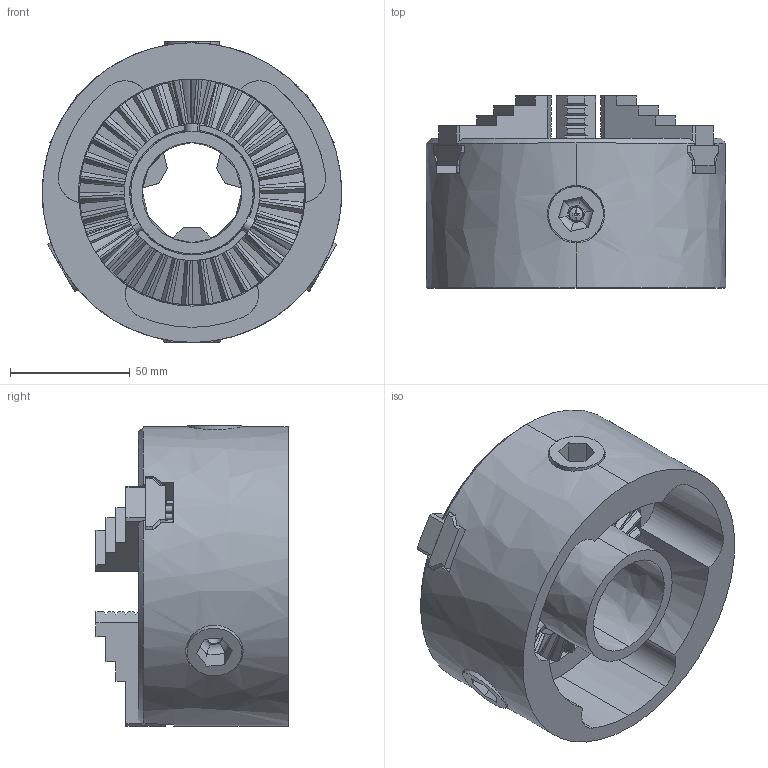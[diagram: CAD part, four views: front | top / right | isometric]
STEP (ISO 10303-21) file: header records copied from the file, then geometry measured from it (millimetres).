
FILE_DESCRIPTION(('FreeCAD Model'),'2;1');
FILE_NAME('Open CASCADE Shape Model','2025-04-17T11:42:57',('FreeCAD'),( 'FreeCAD'),'Open CASCADE STEP processor 7.6','FreeCAD','Unknown');
FILE_SCHEMA(('AUTOMOTIVE_DESIGN { 1 0 10303 214 1 1 1 1 }'));
Products named in the file (1): Open CASCADE STEP translator 7.6 1
Bounding box: 125.21 x 80.34 x 125.78 mm (x, y, z)
Volume: 440598.8 mm3; surface area: 146168 mm2
Topology: 15 solids, 15 shells, 988 faces, 2563 edges, 1624 vertices
Faces by surface type: bspline 988
Entity records: 36085 total; most frequent: CARTESIAN_POINT 21123, ORIENTED_EDGE 5114, EDGE_CURVE 2557, B_SPLINE_CURVE_WITH_KNOTS 1815, VERTEX_POINT 1624, FACE_BOUND 1055, EDGE_LOOP 1055, ADVANCED_FACE 988
